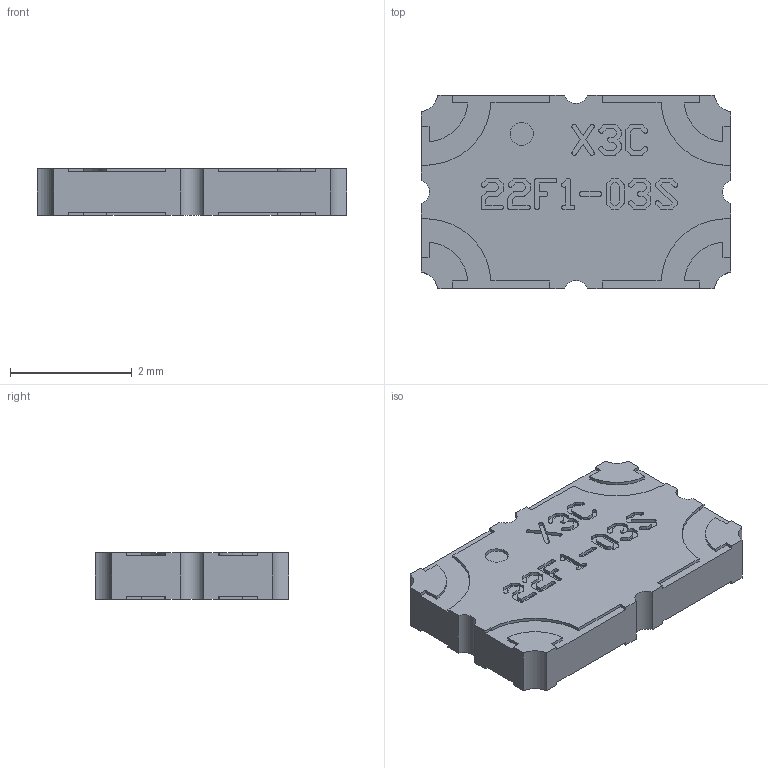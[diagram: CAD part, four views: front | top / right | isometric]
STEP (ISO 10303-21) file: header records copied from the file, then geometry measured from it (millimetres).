
FILE_DESCRIPTION (( 'STEP AP203' ), '1' );
FILE_NAME ('X3C22F1-03S.STEP', '2025-05-20T13:11:22', ( '' ), ( '' ), 'SwSTEP 2.0', 'SolidWorks 2023', '' );
FILE_SCHEMA (( 'CONFIG_CONTROL_DESIGN' ));
Length unit declared in the file: inch
Products named in the file (1): X3C22F1-03S
Bounding box: 5.08 x 3.17 x 0.76 mm (x, y, z)
Volume: 11.6 mm3; surface area: 46.5 mm2
Topology: 1 solids, 1 shells, 429 faces, 1239 edges, 826 vertices
Faces by surface type: plane 295, cylinder 134
Entity records: 14140 total; most frequent: CARTESIAN_POINT 2495, ORIENTED_EDGE 2478, DIRECTION 2367, EDGE_CURVE 1239, LINE 971, VECTOR 971, VERTEX_POINT 826, AXIS2_PLACEMENT_3D 698
